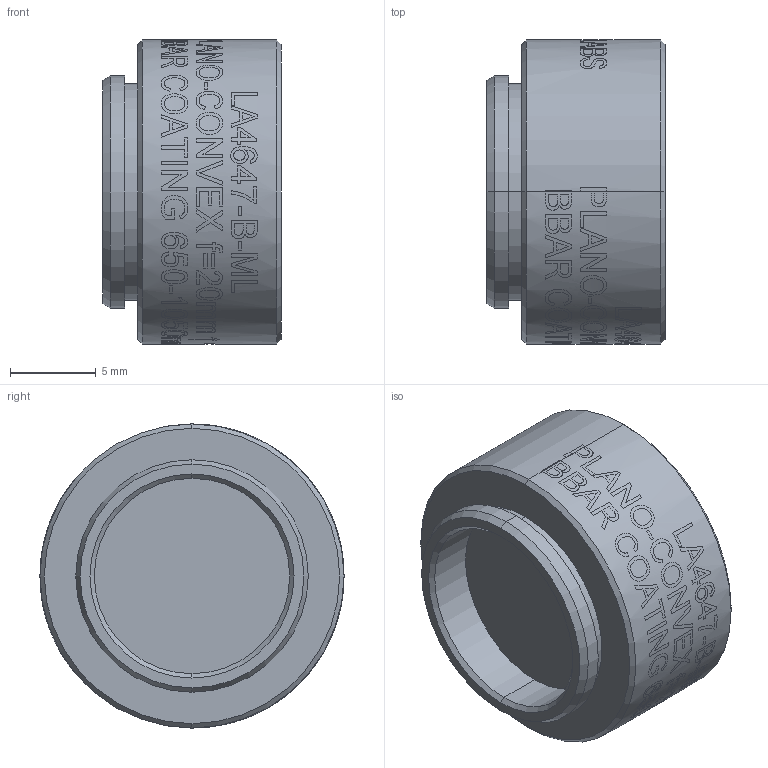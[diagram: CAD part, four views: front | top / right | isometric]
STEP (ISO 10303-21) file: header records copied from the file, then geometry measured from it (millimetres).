
FILE_DESCRIPTION (( 'STEP AP203' ), '1' );
FILE_NAME ('TTN039336-E0W.STEP', '2015-11-04T21:58:39', ( 'admin' ), ( '' ), 'SwSTEP 2.0', 'SolidWorks 2014', '' );
FILE_SCHEMA (( 'CONFIG_CONTROL_DESIGN' ));
Length unit declared in the file: millimetre
Products named in the file (1): TTN039336-E0W
Bounding box: 10.41 x 17.78 x 17.78 mm (x, y, z)
Volume: 1424.8 mm3; surface area: 1856.5 mm2
Topology: 3 solids, 3 shells, 149 faces, 855 edges, 799 vertices
Faces by surface type: cylinder 112, cone 19, plane 16, torus 2
Entity records: 14795 total; most frequent: CARTESIAN_POINT 8094, ORIENTED_EDGE 1706, DIRECTION 1015, EDGE_CURVE 853, VERTEX_POINT 799, AXIS2_PLACEMENT_3D 407, B_SPLINE_CURVE_WITH_KNOTS 395, CIRCLE 257
